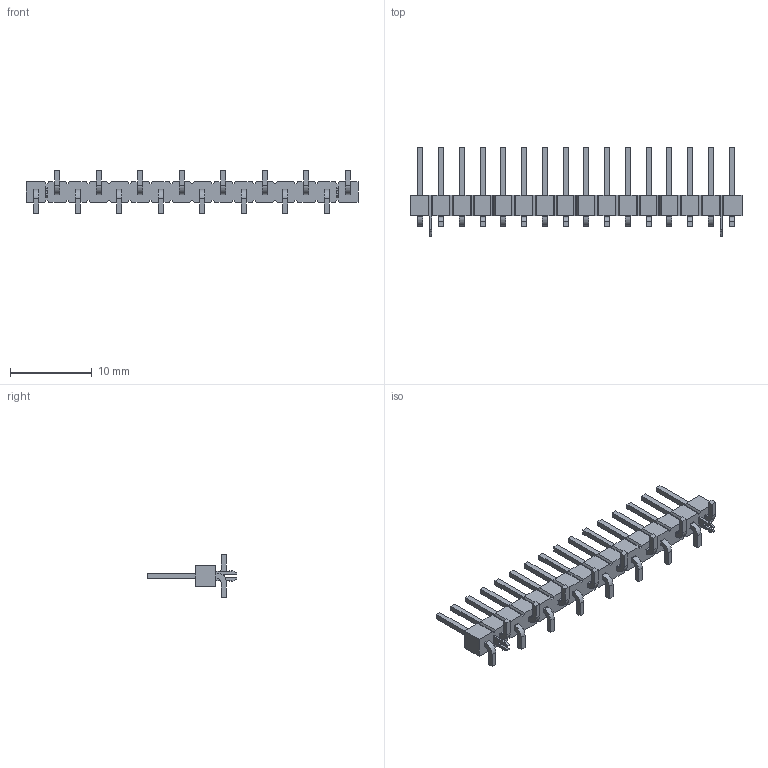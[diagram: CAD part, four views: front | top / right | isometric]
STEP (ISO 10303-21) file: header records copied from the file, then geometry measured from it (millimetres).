
FILE_DESCRIPTION( ( 'STEP AP214' ), '1' );
FILE_NAME( 'TSM-116-01-S-SV-LC.stp', '2021-01-22T04:03:16', ( 'License CC BY-ND 4.0' ), ( 'CADENAS' ), ' ', 'PARTsolutions', ' ' );
FILE_SCHEMA( ( 'AUTOMOTIVE_DESIGN { 1 0 10303 214 1 1 1 1 }' ) );
Length unit declared in the file: inch
Products named in the file (3): TSM-116-01-S-SV-LC; _TSM-116-01-SV-LC_body; _T-1S6-16(-01-16-SV)
Assembly tree (2 placements, depth 2):
  TSM-116-01-S-SV-LC
    _TSM-116-01-SV-LC_body
    _T-1S6-16(-01-16-SV)
Bounding box: 40.64 x 10.9 x 5.28 mm (x, y, z)
Volume: 317.7 mm3; surface area: 1080.4 mm2
Topology: 2 solids, 2 shells, 454 faces, 1260 edges, 840 vertices
Faces by surface type: plane 420, cylinder 34
Entity records: 18022 total; most frequent: CARTESIAN_POINT 2557, ORIENTED_EDGE 2520, DIRECTION 2242, EDGE_CURVE 1260, LINE 1192, VECTOR 1192, VERTEX_POINT 840, AXIS2_PLACEMENT_3D 525
